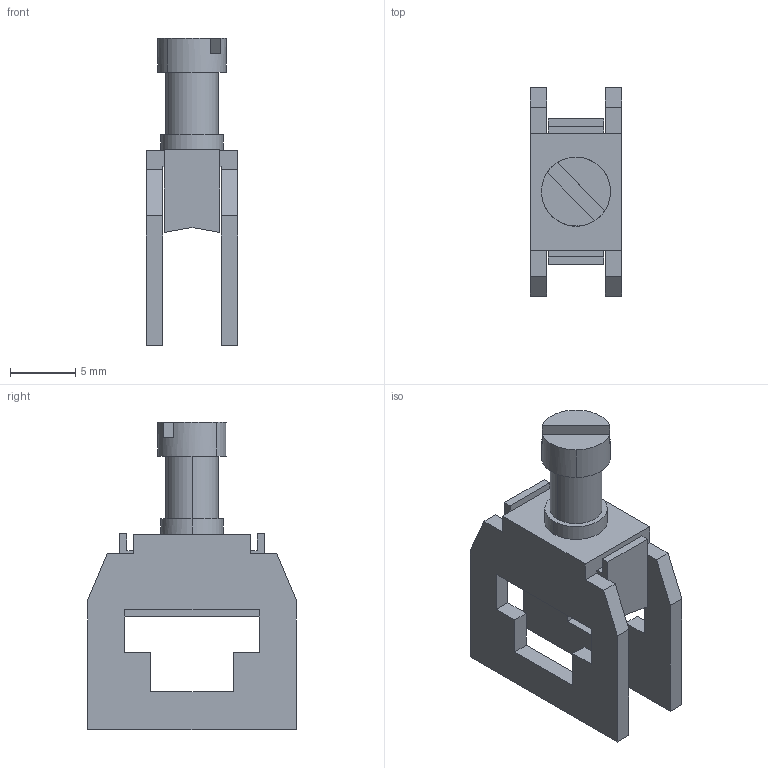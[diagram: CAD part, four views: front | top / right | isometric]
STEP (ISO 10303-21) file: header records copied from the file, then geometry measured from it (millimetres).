
FILE_DESCRIPTION(('Creo Elements/Direct Modeling STEP Export'),'2;1');
FILE_NAME('model.stp','2020-10-17T 0:05:28',(''),(''),'Creo Elements/Direct Modeling STEP processor for AP214 (Solid Model)','Creo Elements/Direct Modeling 20.1A 29-Sep-2018 (C) Parametric Technology GmbH','');
FILE_SCHEMA(('AUTOMOTIVE_DESIGN { 1 0 10303 214 1 1 1 1 }'));
Length unit declared in the file: millimetre
Products named in the file (2): AK_4_select
Assembly tree (1 placements, depth 2):
  AK_4_select
    AK_4_select
Bounding box: 7 x 16 x 23.6 mm (x, y, z)
Volume: 852.3 mm3; surface area: 1337.6 mm2
Topology: 1 solids, 1 shells, 66 faces, 181 edges, 120 vertices
Faces by surface type: plane 60, cylinder 6
Entity records: 2481 total; most frequent: ORIENTED_EDGE 362, CARTESIAN_POINT 333, DIRECTION 276, EDGE_CURVE 181, VECTOR 150, LINE 150, VERTEX_POINT 120, EDGE_LOOP 73
